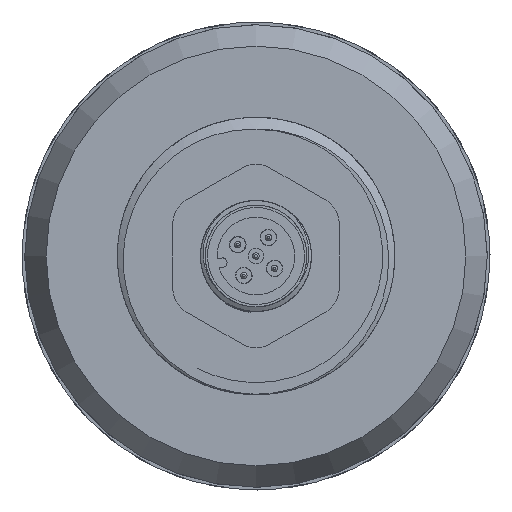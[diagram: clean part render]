
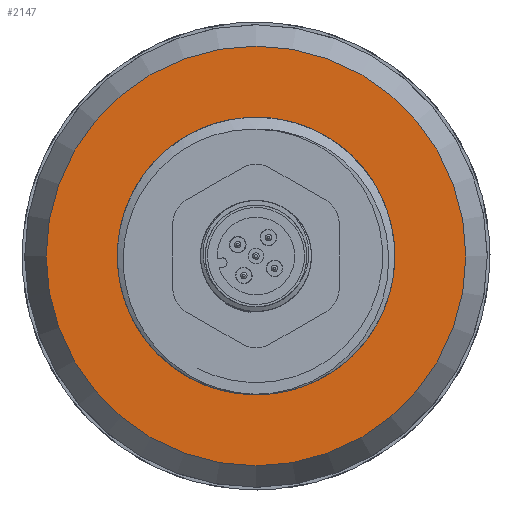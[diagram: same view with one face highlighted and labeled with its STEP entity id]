
A CAD part, front view. The second image highlights one B-rep face of the part: STEP entity #2147.
In plain terms, the highlighted planar face has unit normal (0, -1, 0).
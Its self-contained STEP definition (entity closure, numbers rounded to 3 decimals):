
#225=FACE_BOUND('',#442,.T.);
#257=PLANE('',#2501);
#304=FACE_OUTER_BOUND('',#441,.T.);
#441=EDGE_LOOP('',(#1474));
#442=EDGE_LOOP('',(#1475));
#840=CIRCLE('',#2500,22.691);
#841=CIRCLE('',#2502,13.);
#941=VERTEX_POINT('',#3399);
#942=VERTEX_POINT('',#3403);
#1152=EDGE_CURVE('',#941,#941,#840,.T.);
#1153=EDGE_CURVE('',#942,#942,#841,.T.);
#1474=ORIENTED_EDGE('',*,*,#1152,.F.);
#1475=ORIENTED_EDGE('',*,*,#1153,.F.);
#2147=ADVANCED_FACE('',(#304,#225),#257,.T.);
#2500=AXIS2_PLACEMENT_3D('',#3401,#2786,#2787);
#2501=AXIS2_PLACEMENT_3D('',#3402,#2788,#2789);
#2502=AXIS2_PLACEMENT_3D('',#3404,#2790,#2791);
#2786=DIRECTION('center_axis',(0.,1.,0.));
#2787=DIRECTION('ref_axis',(1.,0.,0.));
#2788=DIRECTION('center_axis',(0.,-1.,0.));
#2789=DIRECTION('ref_axis',(0.,0.,-1.));
#2790=DIRECTION('center_axis',(0.,-1.,0.));
#2791=DIRECTION('ref_axis',(1.,0.,0.));
#3399=CARTESIAN_POINT('',(-22.691,-2.5,0.));
#3401=CARTESIAN_POINT('Origin',(0.,-2.5,0.));
#3402=CARTESIAN_POINT('Origin',(-25.,-2.5,0.));
#3403=CARTESIAN_POINT('',(13.,-2.5,0.));
#3404=CARTESIAN_POINT('Origin',(0.,-2.5,0.));
